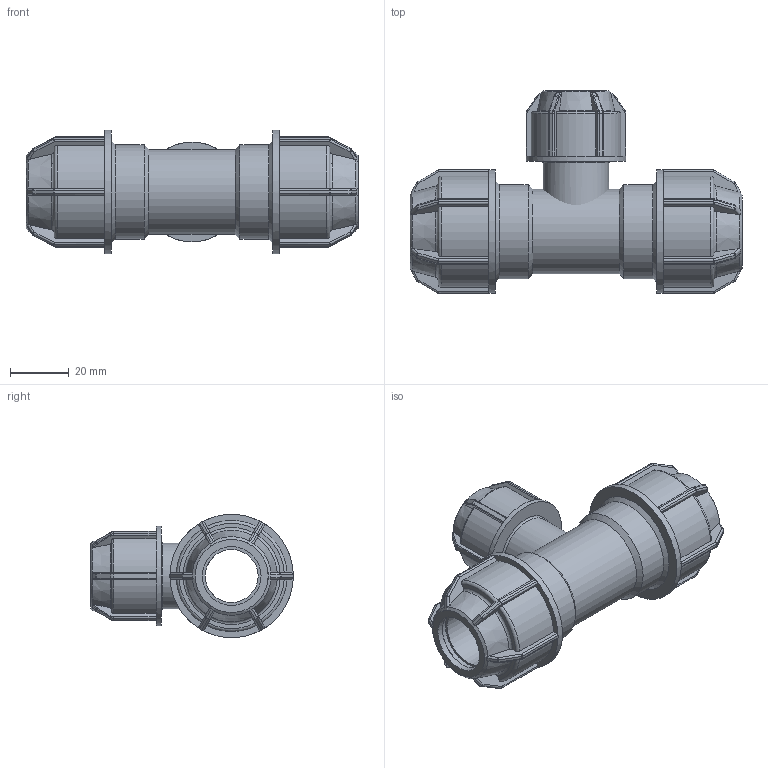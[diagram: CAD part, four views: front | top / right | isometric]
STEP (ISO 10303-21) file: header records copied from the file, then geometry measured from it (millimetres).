
FILE_DESCRIPTION(/* description */ ('PLASSON L.14 TEE REDUCER (SILVER) 20-16-20'),/* implementation_level */ '2;1');
FILE_NAME(/* name */ '143400020016.ipt.stp',/* time_stamp */ '2018-04-09T13:05:11+03:00',/* author */ ('KIM'),/* organization */ (''),/* preprocessor_version */ 'ST-DEVELOPER v15.6',/* originating_system */ 'Autodesk Inventor 2015',/* authorisation */ '');
FILE_SCHEMA (('AUTOMOTIVE_DESIGN { 1 0 10303 214 3 1 1 }'));
Length unit declared in the file: millimetre
Products named in the file (1): 143400020016
Bounding box: 113 x 69 x 42 mm (x, y, z)
Volume: 83049.7 mm3; surface area: 30112.6 mm2
Topology: 2 solids, 2 shells, 604 faces, 1478 edges, 857 vertices
Faces by surface type: plane 290, cylinder 179, torus 67, sphere 48, cone 20
Full cylindrical faces by diameter (mm): 11.2 x2, 13.6 x1, 16 x1, 18 x1, 20 x4, 22.4 x1, 28.8 x1, 32 x2, 34 x1, 42 x2
Entity records: 17829 total; most frequent: CARTESIAN_POINT 4616, DIRECTION 2798, ORIENTED_EDGE 2728, EDGE_CURVE 1364, AXIS2_PLACEMENT_3D 1128, VERTEX_POINT 810, EDGE_LOOP 644, FACE_OUTER_BOUND 598
